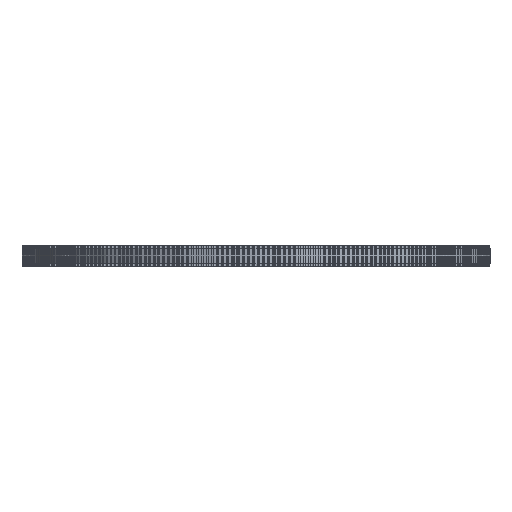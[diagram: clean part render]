
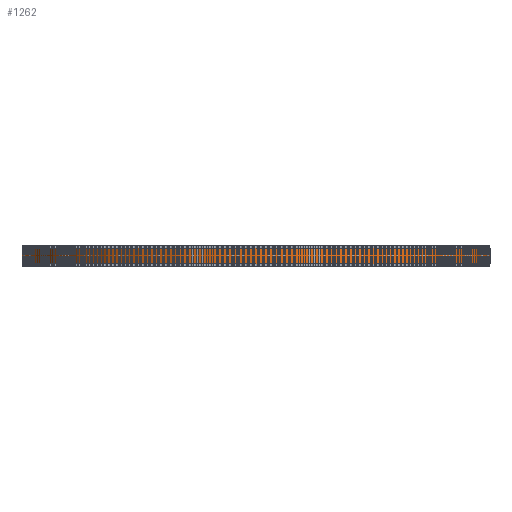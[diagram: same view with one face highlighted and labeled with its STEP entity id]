
A CAD part, front view. The second image highlights one B-rep face of the part: STEP entity #1262.
In plain terms, the highlighted cylindrical face has radius 90.718 mm (diameter 181.437 mm), a full revolution.
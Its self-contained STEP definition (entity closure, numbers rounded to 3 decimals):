
#97=FACE_BOUND('',#4688,.T.);
#98=FACE_BOUND('',#4689,.T.);
#1262=ADVANCED_FACE('',(#97,#98),#2403,.T.);
#2403=CYLINDRICAL_SURFACE('',#25223,90.718);
#4688=EDGE_LOOP('',(#13810));
#4689=EDGE_LOOP('',(#13811));
#13810=ORIENTED_EDGE('',*,*,#19514,.T.);
#13811=ORIENTED_EDGE('',*,*,#19515,.T.);
#16092=VERTEX_POINT('',#40060);
#16093=VERTEX_POINT('',#40062);
#19514=EDGE_CURVE('',#16092,#16092,#21796,.T.);
#19515=EDGE_CURVE('',#16093,#16093,#21797,.T.);
#21796=CIRCLE('',#25221,90.718);
#21797=CIRCLE('',#25222,90.718);
#25221=AXIS2_PLACEMENT_3D('',#40059,#33210,#33211);
#25222=AXIS2_PLACEMENT_3D('',#40061,#33212,#33213);
#25223=AXIS2_PLACEMENT_3D('',#40063,#33214,#33215);
#33210=DIRECTION('',(0.,0.,1.));
#33211=DIRECTION('',(1.,0.,0.));
#33212=DIRECTION('',(0.,0.,-1.));
#33213=DIRECTION('',(1.,0.,0.));
#33214=DIRECTION('',(0.,0.,1.));
#33215=DIRECTION('',(1.,0.,0.));
#40059=CARTESIAN_POINT('',(0.,0.,1.));
#40060=CARTESIAN_POINT('',(90.718,0.,1.));
#40061=CARTESIAN_POINT('',(0.,0.,7.));
#40062=CARTESIAN_POINT('',(90.718,0.,7.));
#40063=CARTESIAN_POINT('',(0.,0.,1.));
